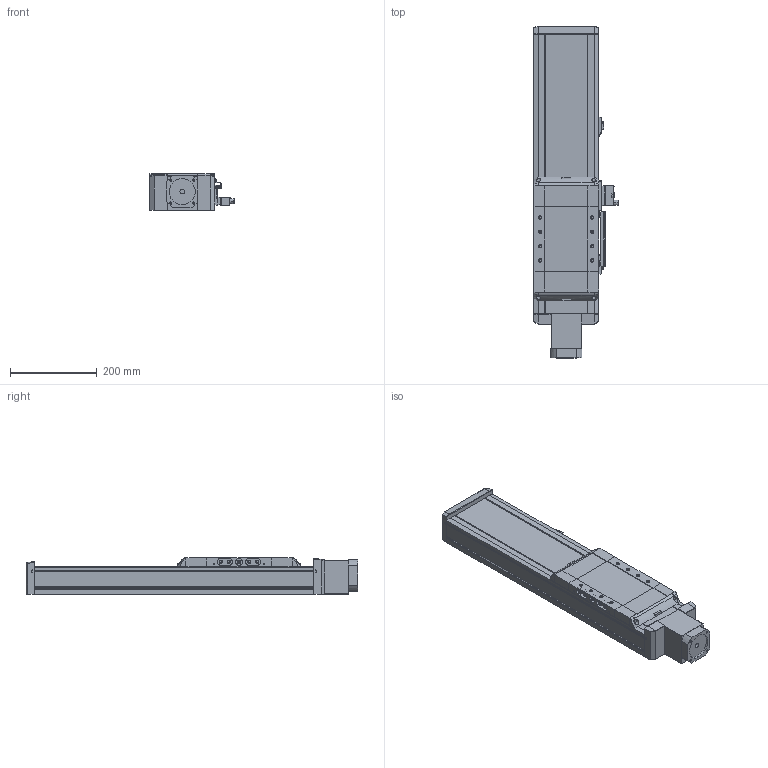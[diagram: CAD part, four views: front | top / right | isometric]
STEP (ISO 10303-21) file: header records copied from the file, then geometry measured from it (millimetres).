
FILE_DESCRIPTION(('CATIA V5 STEP Exchange'),'2;1');
FILE_NAME('ITLM_150_300_T24_2_SN03A1_1354210_TUENKERS.stp','2020-09-15T05:41:58+00:00',('none'),('none'),'CATIA Version 5 Release 19 SP 9 (IN-10)','CATIA V5 STEP AP203','none');
FILE_SCHEMA(('CONFIG_CONTROL_DESIGN'));
Products named in the file (1): ITLM_150_300_T24_2_SN03A1_1354210_TUENKERS
Bounding box: 195 x 766 x 84 mm (x, y, z)
Volume: 7402194.1 mm3; surface area: 608826.3 mm2
Topology: 5 solids, 25 shells, 1629 faces, 4283 edges, 2789 vertices
Faces by surface type: plane 828, cylinder 540, cone 153, torus 48, sphere 36, bspline 24
Entity records: 55105 total; most frequent: CARTESIAN_POINT 16902, ORIENTED_EDGE 8354, DIRECTION 6619, EDGE_CURVE 4177, VERTEX_POINT 2789, AXIS2_PLACEMENT_3D 2701, VECTOR 2350, LINE 2350
